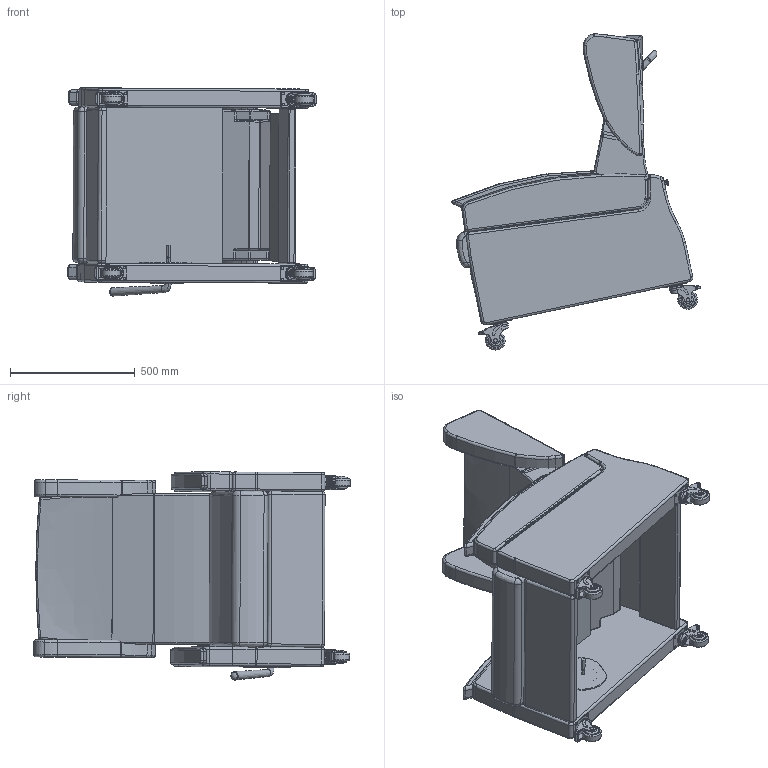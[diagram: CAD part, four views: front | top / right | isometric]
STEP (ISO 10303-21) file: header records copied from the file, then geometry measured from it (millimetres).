
FILE_DESCRIPTION(/* description */ (''),/* implementation_level */ '2;1');
FILE_NAME(/* name */ 'E2167W.stp',/* time_stamp */ '2017-09-14T13:44:04-04:00',/* author */ ('emehringer'),/* organization */ (''),/* preprocessor_version */ 'ST-DEVELOPER v16.5',/* originating_system */ 'Autodesk Inventor 2017',/* authorisation */ '');
FILE_SCHEMA (('AUTOMOTIVE_DESIGN { 1 0 10303 214 3 1 1 }'));
Products named in the file (38): E2167U-W-J (SYMBOL); UBACK 2010; UBACK 2010_1; UPHOLSTERED WING-1; 4000 USEAT; 4000 UKO; BEZEL-1 BLK; HDL 3000 BLK; HDL 3000 BLKPLASTIC; HDL 3000 BLK METAL; 7000-2 CON PLT; E1010-1 ACARM L; PB3; PUSH BAR 17.625; PUSH BAR 17.625_1; PUSH BAR 17.625 right side; 1420X1.5 PSHPB; 4000 UKP; E4117U BACK FLAP; E1067-1 LARM R; FD400-2 R; E1010 MAC BLK; CABLE LEVER; Knob and spring; HINGE 22 NEW (closed); HINGE 22 NEW; HINGE 22 NEW PIN; PLT 1060 LO M; 6X1 FP DT Z; CAST COL 4inSLB; _NG-03AMP-125-TL-TP01_fork; _TP01_Next Generation Series_0; _NG-03QDP-125-SW-TP01_rivet; _NG-03AMP-125-TL-TP01_wheel_core; _NG-03AMP-125-TL-TP01_wheel_tread; _NG-03AMP-125-TL-TP01_wheel_guard; _NG-03AMP-125-TL-TP01_wheel_tguard; _NG-03AMP-125-TL-TP01_cap
Assembly tree (47 placements, depth 5):
  E2167U-W-J (SYMBOL)
    UBACK 2010
      UBACK 2010_1
      UPHOLSTERED WING-1  x2
      PB3
        PUSH BAR 17.625
          PUSH BAR 17.625_1
          PUSH BAR 17.625 right side
        1420X1.5 PSHPB  x2
    4000 USEAT
    4000 UKO
    BEZEL-1 BLK
    HDL 3000 BLK
      HDL 3000 BLKPLASTIC
      HDL 3000 BLK METAL
    7000-2 CON PLT
    E1010-1 ACARM L
    PB3
      PUSH BAR 17.625
        PUSH BAR 17.625_1
        PUSH BAR 17.625 right side
      1420X1.5 PSHPB  x2
    4000 UKP
    E4117U BACK FLAP
    E1067-1 LARM R
    FD400-2 R
    E1010 MAC BLK  x2
    CABLE LEVER
    Knob and spring
    HINGE 22 NEW (closed)
      HINGE 22 NEW  x2
      HINGE 22 NEW PIN
    PLT 1060 LO M
    6X1 FP DT Z  x2
    CAST COL 4inSLB  x4
      _NG-03AMP-125-TL-TP01_fork
      _TP01_Next Generation Series_0
      _NG-03QDP-125-SW-TP01_rivet
      _NG-03AMP-125-TL-TP01_wheel_core
      _NG-03AMP-125-TL-TP01_wheel_tread
      _NG-03AMP-125-TL-TP01_wheel_guard
      _NG-03AMP-125-TL-TP01_wheel_tguard
      _NG-03AMP-125-TL-TP01_cap
Bounding box: 995.36 x 1268.63 x 835.05 mm (x, y, z)
Volume: 197392545.4 mm3; surface area: 7056063.1 mm2
Topology: 68 solids, 183 shells, 2289 faces, 5962 edges, 3900 vertices
Faces by surface type: cylinder 910, plane 837, torus 278, bspline 115, cone 104, sphere 45
Full cylindrical faces by diameter (mm): 2.794 x1, 3.505 x2, 4.366 x6, 5.953 x1, 6.198 x2, 6.35 x4, 7.938 x4, 9.525 x2, 11.989 x4, 12.497 x4, 12.7 x1, 14.877 x4, 15.062 x4, 15.24 x8, 19.05 x6, 19.075 x5, 23.812 x1, 25.4 x4, 30.162 x1, 38.049 x4, 44.298 x4, 52.273 x4, 55.372 x8, 57.15 x8, 76.2 x4
Entity records: 62363 total; most frequent: CARTESIAN_POINT 28094, DIRECTION 7099, ORIENTED_EDGE 6466, EDGE_CURVE 3499, AXIS2_PLACEMENT_3D 2749, VERTEX_POINT 2387, LINE 1601, VECTOR 1601
